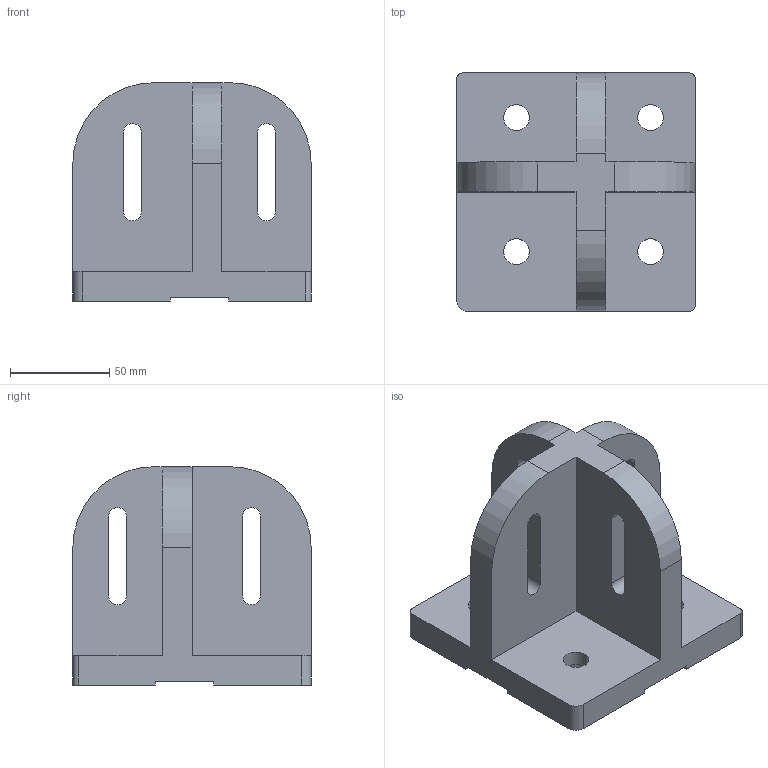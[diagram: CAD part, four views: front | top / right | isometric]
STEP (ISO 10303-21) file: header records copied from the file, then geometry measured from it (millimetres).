
FILE_DESCRIPTION (( 'STEP AP214' ), '1' );
FILE_NAME ('6520028', '2019-02-04T08:19:13', ( '' ), ('JUGARD+KÜNSTNER GmbH'), 'SwSTEP 2.0', 'SolidWorks 2017', '' );
FILE_SCHEMA (( 'AUTOMOTIVE_DESIGN' ));
Length unit declared in the file: millimetre
Products named in the file (1): 6520028_CNAJF00
Bounding box: 120 x 120 x 110 mm (x, y, z)
Volume: 461495.3 mm3; surface area: 83395.7 mm2
Topology: 1 solids, 1 shells, 82 faces, 228 edges, 152 vertices
Faces by surface type: plane 42, cylinder 40
Entity records: 2718 total; most frequent: DIRECTION 474, CARTESIAN_POINT 463, ORIENTED_EDGE 456, EDGE_CURVE 228, AXIS2_PLACEMENT_3D 163, VERTEX_POINT 152, VECTOR 148, LINE 148
